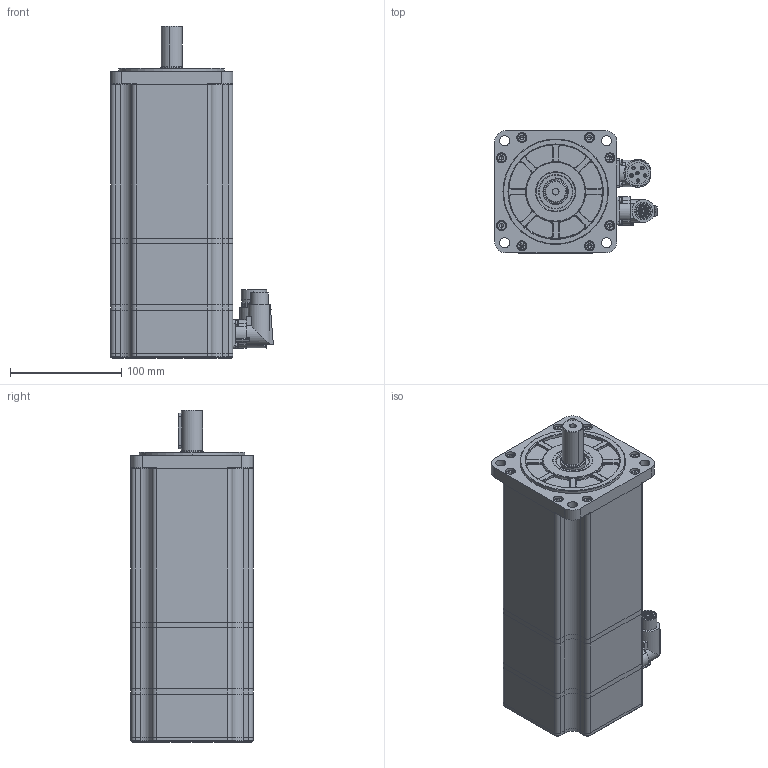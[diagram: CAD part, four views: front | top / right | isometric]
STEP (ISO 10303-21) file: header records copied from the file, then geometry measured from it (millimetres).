
FILE_DESCRIPTION (( 'STEP AP203' ), '1' );
FILE_NAME ('307011482(SMH110-1883038RBD)-V1.0.STEP', '2020-05-09T06:24:44', ( '' ), ( '' ), 'SwSTEP 2.0', 'SolidWorks 2016', '' );
FILE_SCHEMA (( 'CONFIG_CONTROL_DESIGN' ));
Length unit declared in the file: millimetre
Products named in the file (17): hexagon socket head cap screws gb_GB_FASTENER_SCREWS_HSHCS M5X16-N; 瑩; SMH110綴裔; M17陓瘍; deep groove ball bearings gb_Rolling bearings 6304 GB 276-94; SMH110ヶ傷裔; SMH110-1262028ENM儂褲; SMH110价陬欶欶; 嘎殤蚐猾; SMH110END晤鎢ん欶; deep groove ball bearings gb_Rolling bearings 6303 GB 276-94; hexagon socket countersunk head screws gb_GB_FASTENER_SCREWS_HSCHS M5X16-N; SMH110-1262028ENM蛌粣; SMH110綴傷裔; M23; hexagon socket head cap screws gb_GB_FASTENER_SCREWS_HSHCS M2.5X8-N; 307011482(SMH110-1883038RBD)-V1.0
Assembly tree (34 placements, depth 2):
  307011482(SMH110-1883038RBD)-V1.0
    SMH110-1262028ENM儂褲
    SMH110ヶ傷裔
    SMH110綴傷裔  x2
    SMH110-1262028ENM蛌粣
    deep groove ball bearings gb_Rolling bearings 6304 GB 276-94
    deep groove ball bearings gb_Rolling bearings 6303 GB 276-94
    SMH110綴裔
    嘎殤蚐猾
    瑩
    hexagon socket countersunk head screws gb_GB_FASTENER_SCREWS_HSCHS M5X16-N  x4
    hexagon socket head cap screws gb_GB_FASTENER_SCREWS_HSHCS M5X16-N  x8
    SMH110END晤鎢ん欶
    M17陓瘍
    M23
    hexagon socket head cap screws gb_GB_FASTENER_SCREWS_HSHCS M2.5X8-N  x8
    SMH110价陬欶欶
Bounding box: 146.6 x 110 x 299 mm (x, y, z)
Volume: 953299.4 mm3; surface area: 408114.6 mm2
Topology: 34 solids, 34 shells, 2174 faces, 5907 edges, 3785 vertices
Faces by surface type: cylinder 900, plane 801, torus 210, cone 158, sphere 78, bspline 27
Entity records: 57118 total; most frequent: CARTESIAN_POINT 13821, DIRECTION 8966, ORIENTED_EDGE 8518, EDGE_CURVE 4259, AXIS2_PLACEMENT_3D 3623, VERTEX_POINT 2780, CIRCLE 2035, EDGE_LOOP 1849
